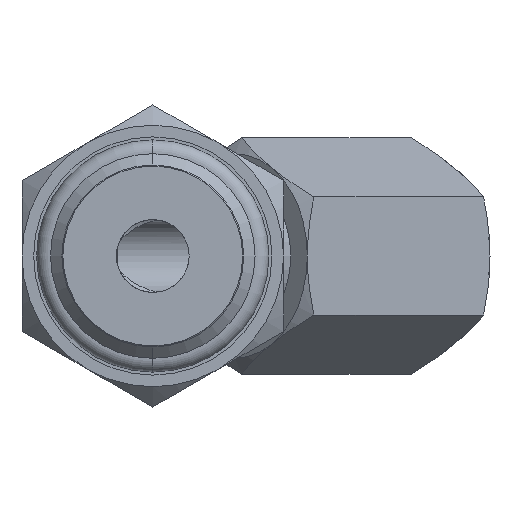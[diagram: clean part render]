
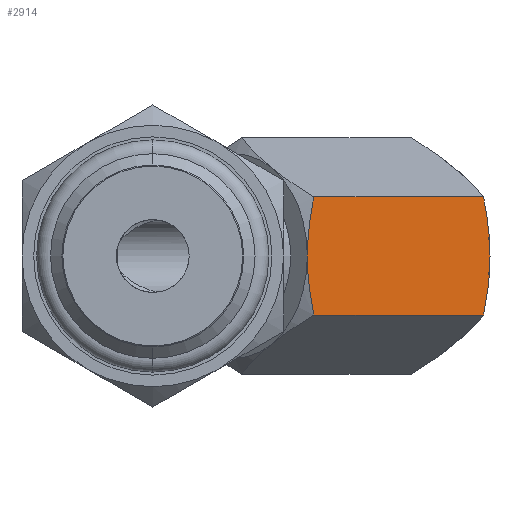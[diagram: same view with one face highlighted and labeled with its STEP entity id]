
A CAD part, left-side view. The second image highlights one B-rep face of the part: STEP entity #2914.
In plain terms, the highlighted planar face has unit normal (-0.707, -0.707, 0).
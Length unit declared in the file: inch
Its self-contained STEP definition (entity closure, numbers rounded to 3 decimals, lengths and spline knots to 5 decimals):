
#586=CARTESIAN_POINT('',(0.77962,-0.92702,
0.));
#587=CARTESIAN_POINT('',(0.77962,-0.92702,
0.01073));
#588=CARTESIAN_POINT('',(0.77912,-0.92651,
0.03216));
#589=CARTESIAN_POINT('',(0.7769,-0.92429,
0.06422));
#590=CARTESIAN_POINT('',(0.77329,-0.92068,
0.09628));
#591=CARTESIAN_POINT('',(0.76838,-0.91578,
0.12856));
#592=CARTESIAN_POINT('',(0.76419,-0.91158,
0.15091));
#593=CARTESIAN_POINT('',(0.76188,-0.90927,0.16224));
#598=CARTESIAN_POINT('',(0.76188,-0.90927,-0.16224));
#599=CARTESIAN_POINT('',(0.76421,-0.91161,
-0.15079));
#600=CARTESIAN_POINT('',(0.76844,-0.91583,
-0.12826));
#601=CARTESIAN_POINT('',(0.77334,-0.92073,
-0.0959));
#602=CARTESIAN_POINT('',(0.77693,-0.92432,
-0.06388));
#603=CARTESIAN_POINT('',(0.77913,-0.92652,
-0.03197));
#604=CARTESIAN_POINT('',(0.77962,-0.92702,
-0.01066));
#605=CARTESIAN_POINT('',(0.77962,-0.92702,
0.));
#610=CARTESIAN_POINT('',(0.29532,-0.44272,-0.16224));
#611=CARTESIAN_POINT('',(0.29299,-0.44038,
-0.15079));
#612=CARTESIAN_POINT('',(0.28876,-0.43616,
-0.12826));
#613=CARTESIAN_POINT('',(0.28386,-0.43126,
-0.0959));
#614=CARTESIAN_POINT('',(0.28027,-0.42767,
-0.06388));
#615=CARTESIAN_POINT('',(0.27807,-0.42547,
-0.03197));
#616=CARTESIAN_POINT('',(0.27758,-0.42497,
-0.01066));
#617=CARTESIAN_POINT('',(0.27758,-0.42497,
0.));
#622=CARTESIAN_POINT('',(0.27758,-0.42497,
0.));
#623=CARTESIAN_POINT('',(0.27758,-0.42497,
0.01073));
#624=CARTESIAN_POINT('',(0.27808,-0.42547,
0.03216));
#625=CARTESIAN_POINT('',(0.2803,-0.4277,
0.06422));
#626=CARTESIAN_POINT('',(0.28391,-0.43131,
0.09628));
#627=CARTESIAN_POINT('',(0.28882,-0.43621,
0.12856));
#628=CARTESIAN_POINT('',(0.29301,-0.44041,
0.15091));
#629=CARTESIAN_POINT('',(0.29532,-0.44272,0.16224));
#634=DIRECTION('',(0.707,-0.707,0.));
#635=VECTOR('',#634,0.6598);
#636=CARTESIAN_POINT('',(0.29532,-0.44272,0.16224));
#637=LINE('',#636,#635);
#751=CARTESIAN_POINT('',(0.76188,-0.90927,0.16224));
#763=CARTESIAN_POINT('',(0.29532,-0.44272,0.16224));
#2180=CARTESIAN_POINT('',(0.29532,-0.44272,-0.16224));
#2185=DIRECTION('',(0.707,-0.707,0.));
#2186=VECTOR('',#2185,0.6598);
#2187=CARTESIAN_POINT('',(0.29532,-0.44272,-0.16224));
#2188=LINE('',#2187,#2186);
#2199=CARTESIAN_POINT('',(0.76188,-0.90927,-0.16224));
#2311=CARTESIAN_POINT('',(0.27758,-0.42497,0.));
#2313=VERTEX_POINT('',#2311);
#2331=CARTESIAN_POINT('',(0.77962,-0.92702,0.));
#2333=VERTEX_POINT('',#2331);
#2352=VERTEX_POINT('',#2199);
#2354=VERTEX_POINT('',#2180);
#2361=VERTEX_POINT('',#751);
#2362=VERTEX_POINT('',#763);
#2896=CARTESIAN_POINT('',(0.27758,-0.42497,0.16224));
#2897=DIRECTION('',(-0.707,-0.707,0.));
#2898=DIRECTION('',(0.,0.,-1.));
#2899=AXIS2_PLACEMENT_3D('',#2896,#2897,#2898);
#2900=PLANE('',#2899);
#2901=ORIENTED_EDGE('',*,*,#2862,.F.);
#2903=ORIENTED_EDGE('',*,*,#2902,.F.);
#2905=ORIENTED_EDGE('',*,*,#2904,.F.);
#2907=ORIENTED_EDGE('',*,*,#2906,.T.);
#2909=ORIENTED_EDGE('',*,*,#2908,.T.);
#2911=ORIENTED_EDGE('',*,*,#2910,.T.);
#2912=EDGE_LOOP('',(#2901,#2903,#2905,#2907,#2909,#2911));
#2913=FACE_OUTER_BOUND('',#2912,.F.);
#594=B_SPLINE_CURVE_WITH_KNOTS('',3,(#586,#587,#588,#589,#590,#591,#592,#593),
.UNSPECIFIED.,.F.,.F.,(4,1,1,1,1,4),(0.,0.2,0.4,0.6,0.8,1.),
.UNSPECIFIED.);
#606=B_SPLINE_CURVE_WITH_KNOTS('',3,(#598,#599,#600,#601,#602,#603,#604,#605),
.UNSPECIFIED.,.F.,.F.,(4,1,1,1,1,4),(0.,0.2,0.4,0.6,0.8,1.),
.UNSPECIFIED.);
#618=B_SPLINE_CURVE_WITH_KNOTS('',3,(#610,#611,#612,#613,#614,#615,#616,#617),
.UNSPECIFIED.,.F.,.F.,(4,1,1,1,1,4),(0.,0.2,0.4,0.6,0.8,1.),
.UNSPECIFIED.);
#630=B_SPLINE_CURVE_WITH_KNOTS('',3,(#622,#623,#624,#625,#626,#627,#628,#629),
.UNSPECIFIED.,.F.,.F.,(4,1,1,1,1,4),(0.,0.2,0.4,0.6,0.8,1.),
.UNSPECIFIED.);
#2862=EDGE_CURVE('',#2333,#2361,#594,.T.);
#2902=EDGE_CURVE('',#2352,#2333,#606,.T.);
#2904=EDGE_CURVE('',#2354,#2352,#2188,.T.);
#2906=EDGE_CURVE('',#2354,#2313,#618,.T.);
#2908=EDGE_CURVE('',#2313,#2362,#630,.T.);
#2910=EDGE_CURVE('',#2362,#2361,#637,.T.);
#2914=ADVANCED_FACE('',(#2913),#2900,.T.);
